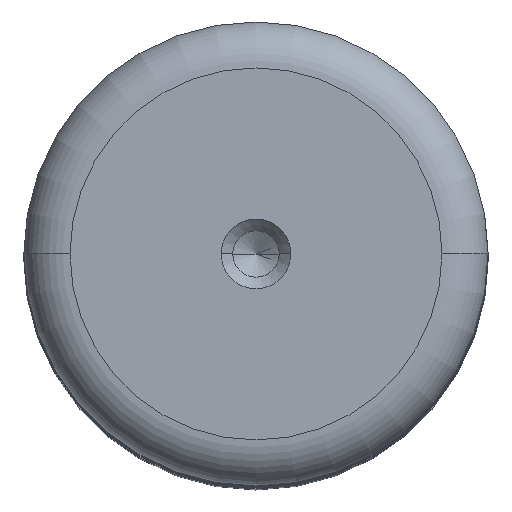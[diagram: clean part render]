
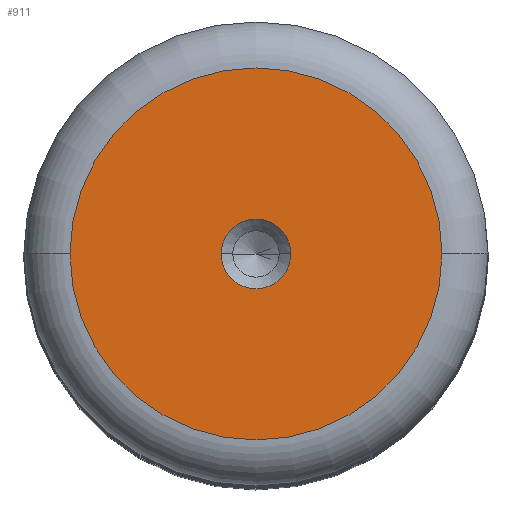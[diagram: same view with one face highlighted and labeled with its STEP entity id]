
A CAD part, top view. The second image highlights one B-rep face of the part: STEP entity #911.
In plain terms, the highlighted planar face has unit normal (0, 0, 1).
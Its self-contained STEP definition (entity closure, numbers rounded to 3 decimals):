
#7 = EDGE_CURVE ( 'NONE', #970, #2462, #987, .T. ) ;
#92 = CIRCLE ( 'NONE', #1589, 1.5 ) ;
#183 = VERTEX_POINT ( 'NONE', #730 ) ;
#188 = CARTESIAN_POINT ( 'NONE',  ( 0., 0., 90. ) ) ;
#231 = FACE_BOUND ( 'NONE', #409, .T. ) ;
#237 = ORIENTED_EDGE ( 'NONE', *, *, #2309, .T. ) ;
#409 = EDGE_LOOP ( 'NONE', ( #1793, #1548 ) ) ;
#511 = ORIENTED_EDGE ( 'NONE', *, *, #7, .T. ) ;
#606 = DIRECTION ( 'NONE',  ( 0., 0., 1. ) ) ;
#663 = CARTESIAN_POINT ( 'NONE',  ( 0., 0., 90. ) ) ;
#701 = AXIS2_PLACEMENT_3D ( 'NONE', #1938, #760, #2126 ) ;
#730 = CARTESIAN_POINT ( 'NONE',  ( -1.5, 0., 90. ) ) ;
#760 = DIRECTION ( 'NONE',  ( 0., 0., 1. ) ) ;
#770 = AXIS2_PLACEMENT_3D ( 'NONE', #188, #1904, #2298 ) ;
#850 = EDGE_CURVE ( 'NONE', #2248, #183, #1846, .T. ) ;
#867 = CARTESIAN_POINT ( 'NONE',  ( 1.5, 0., 90. ) ) ;
#882 = CARTESIAN_POINT ( 'NONE',  ( -8.013, 0., 90. ) ) ;
#911 = ADVANCED_FACE ( 'NONE', ( #231, #1193 ), #1432, .T. ) ;
#970 = VERTEX_POINT ( 'NONE', #882 ) ;
#987 = CIRCLE ( 'NONE', #770, 8.013 ) ;
#1046 = DIRECTION ( 'NONE',  ( 0., 0., 1. ) ) ;
#1071 = CARTESIAN_POINT ( 'NONE',  ( 0., 0., 90. ) ) ;
#1193 = FACE_OUTER_BOUND ( 'NONE', #2516, .T. ) ;
#1264 = DIRECTION ( 'NONE',  ( 1., 0., 0. ) ) ;
#1432 = PLANE ( 'NONE',  #2011 ) ;
#1548 = ORIENTED_EDGE ( 'NONE', *, *, #2475, .F. ) ;
#1589 = AXIS2_PLACEMENT_3D ( 'NONE', #1071, #2445, #1264 ) ;
#1770 = CARTESIAN_POINT ( 'NONE',  ( 0., 0., 90. ) ) ;
#1793 = ORIENTED_EDGE ( 'NONE', *, *, #850, .F. ) ;
#1846 = CIRCLE ( 'NONE', #701, 1.5 ) ;
#1904 = DIRECTION ( 'NONE',  ( 0., 0., 1. ) ) ;
#1915 = CIRCLE ( 'NONE', #2303, 8.013 ) ;
#1938 = CARTESIAN_POINT ( 'NONE',  ( 0., 0., 90. ) ) ;
#1975 = DIRECTION ( 'NONE',  ( 1., 0., 0. ) ) ;
#2011 = AXIS2_PLACEMENT_3D ( 'NONE', #663, #1046, #2418 ) ;
#2049 = CARTESIAN_POINT ( 'NONE',  ( 8.013, 0., 90. ) ) ;
#2126 = DIRECTION ( 'NONE',  ( 1., 0., 0. ) ) ;
#2248 = VERTEX_POINT ( 'NONE', #867 ) ;
#2298 = DIRECTION ( 'NONE',  ( 1., 0., 0. ) ) ;
#2303 = AXIS2_PLACEMENT_3D ( 'NONE', #1770, #606, #1975 ) ;
#2309 = EDGE_CURVE ( 'NONE', #2462, #970, #1915, .T. ) ;
#2418 = DIRECTION ( 'NONE',  ( 1., 0., 0. ) ) ;
#2445 = DIRECTION ( 'NONE',  ( 0., 0., 1. ) ) ;
#2462 = VERTEX_POINT ( 'NONE', #2049 ) ;
#2475 = EDGE_CURVE ( 'NONE', #183, #2248, #92, .T. ) ;
#2516 = EDGE_LOOP ( 'NONE', ( #237, #511 ) ) ;
